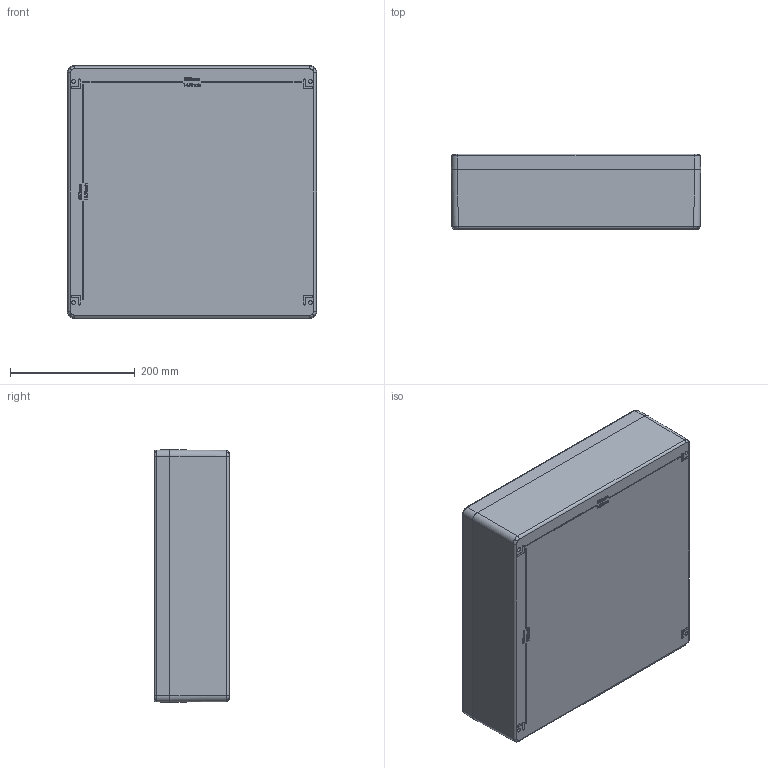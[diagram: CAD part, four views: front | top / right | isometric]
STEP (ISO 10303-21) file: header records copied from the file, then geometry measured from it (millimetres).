
FILE_DESCRIPTION (( 'STEP AP214' ), '1' );
FILE_NAME ('26414012.STEP', '2017-06-08T12:56:41', ( 'Macha' ), ( 'Hewlett-Packard Company' ), 'SwSTEP 2.0', 'SolidWorks 2015', '' );
FILE_SCHEMA (( 'AUTOMOTIVE_DESIGN' ));
Length unit declared in the file: millimetre
Products named in the file (9): 86222; 86224; 23146-Unterteil; 26414012; 92684; 82015_1550; 93136; 23146-Deckel
Assembly tree (19 placements, depth 3):
  26414012
    23146-Unterteil
      23146-Unterteil
      86224  x4
      86222  x6
    23146-Deckel
    93136  x4
    82015_1550
    92684
Bounding box: 400 x 121 x 405 mm (x, y, z)
Volume: 3052941.2 mm3; surface area: 1042360.7 mm2
Topology: 18 solids, 18 shells, 1764 faces, 4372 edges, 2746 vertices
Faces by surface type: plane 728, bspline 414, cylinder 282, cone 208, torus 124, sphere 8
Entity records: 58990 total; most frequent: CARTESIAN_POINT 28075, ORIENTED_EDGE 6976, DIRECTION 5294, EDGE_CURVE 3488, VERTEX_POINT 2208, LINE 1832, VECTOR 1832, AXIS2_PLACEMENT_3D 1731
